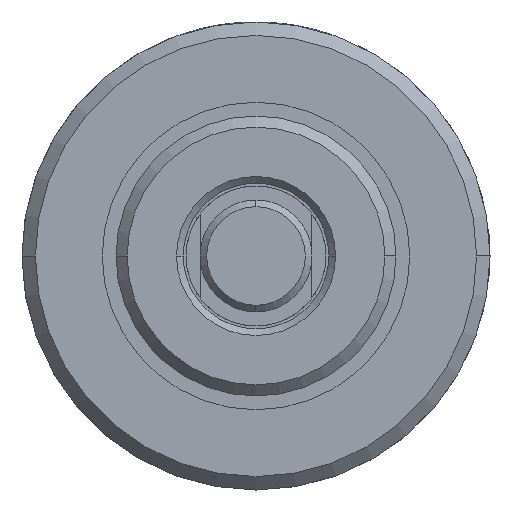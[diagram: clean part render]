
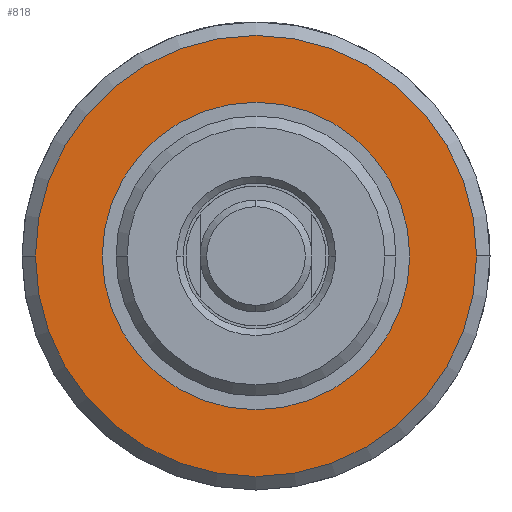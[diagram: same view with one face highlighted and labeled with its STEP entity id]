
A CAD part, left-side view. The second image highlights one B-rep face of the part: STEP entity #818.
In plain terms, the highlighted planar face has unit normal (-1, 0, 0).
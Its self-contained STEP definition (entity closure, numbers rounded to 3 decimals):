
#9 = EDGE_CURVE ( 'NONE', #1238, #683, #229, .T. ) ;
#148 = CARTESIAN_POINT ( 'NONE',  ( 20.574, 0., 0. ) ) ;
#229 = CIRCLE ( 'NONE', #238, 25.019 ) ;
#238 = AXIS2_PLACEMENT_3D ( 'NONE', #148, #4476, #3624 ) ;
#273 = EDGE_LOOP ( 'NONE', ( #3013, #3892 ) ) ;
#451 = FACE_BOUND ( 'NONE', #3110, .T. ) ;
#561 = AXIS2_PLACEMENT_3D ( 'NONE', #2143, #3849, #1228 ) ;
#683 = VERTEX_POINT ( 'NONE', #2680 ) ;
#818 = ADVANCED_FACE ( 'NONE', ( #5117, #451 ), #4306, .F. ) ;
#1228 = DIRECTION ( 'NONE',  ( 0., 0., -1. ) ) ;
#1238 = VERTEX_POINT ( 'NONE', #3421 ) ;
#1322 = DIRECTION ( 'NONE',  ( 0., 0., -1. ) ) ;
#1408 = EDGE_CURVE ( 'NONE', #5002, #1996, #2588, .T. ) ;
#1445 = AXIS2_PLACEMENT_3D ( 'NONE', #2076, #4744, #1322 ) ;
#1530 = DIRECTION ( 'NONE',  ( 1., 0., 0. ) ) ;
#1578 = EDGE_CURVE ( 'NONE', #1996, #5002, #4704, .T. ) ;
#1682 = DIRECTION ( 'NONE',  ( 0., 0., -1. ) ) ;
#1996 = VERTEX_POINT ( 'NONE', #2336 ) ;
#2075 = CARTESIAN_POINT ( 'NONE',  ( 20.574, 0., 0. ) ) ;
#2076 = CARTESIAN_POINT ( 'NONE',  ( 20.574, 0., 0. ) ) ;
#2143 = CARTESIAN_POINT ( 'NONE',  ( 20.574, 0., 0. ) ) ;
#2336 = CARTESIAN_POINT ( 'NONE',  ( 20.574, 0., 17.437 ) ) ;
#2588 = CIRCLE ( 'NONE', #5451, 17.437 ) ;
#2680 = CARTESIAN_POINT ( 'NONE',  ( 20.574, 0., 25.019 ) ) ;
#3013 = ORIENTED_EDGE ( 'NONE', *, *, #3787, .F. ) ;
#3110 = EDGE_LOOP ( 'NONE', ( #4770, #3576 ) ) ;
#3184 = CARTESIAN_POINT ( 'NONE',  ( 20.574, 0., 0. ) ) ;
#3251 = CARTESIAN_POINT ( 'NONE',  ( 20.574, 0., -17.437 ) ) ;
#3421 = CARTESIAN_POINT ( 'NONE',  ( 20.574, 0., -25.019 ) ) ;
#3576 = ORIENTED_EDGE ( 'NONE', *, *, #1578, .T. ) ;
#3624 = DIRECTION ( 'NONE',  ( 0., 0., -1. ) ) ;
#3673 = CIRCLE ( 'NONE', #1445, 25.019 ) ;
#3749 = DIRECTION ( 'NONE',  ( 1., 0., 0. ) ) ;
#3787 = EDGE_CURVE ( 'NONE', #683, #1238, #3673, .T. ) ;
#3849 = DIRECTION ( 'NONE',  ( 1., 0., 0. ) ) ;
#3892 = ORIENTED_EDGE ( 'NONE', *, *, #9, .F. ) ;
#4306 = PLANE ( 'NONE',  #561 ) ;
#4476 = DIRECTION ( 'NONE',  ( 1., 0., 0. ) ) ;
#4477 = DIRECTION ( 'NONE',  ( 0., 0., -1. ) ) ;
#4704 = CIRCLE ( 'NONE', #5149, 17.437 ) ;
#4744 = DIRECTION ( 'NONE',  ( 1., 0., 0. ) ) ;
#4770 = ORIENTED_EDGE ( 'NONE', *, *, #1408, .T. ) ;
#5002 = VERTEX_POINT ( 'NONE', #3251 ) ;
#5117 = FACE_OUTER_BOUND ( 'NONE', #273, .T. ) ;
#5149 = AXIS2_PLACEMENT_3D ( 'NONE', #3184, #1530, #4477 ) ;
#5451 = AXIS2_PLACEMENT_3D ( 'NONE', #2075, #3749, #1682 ) ;
